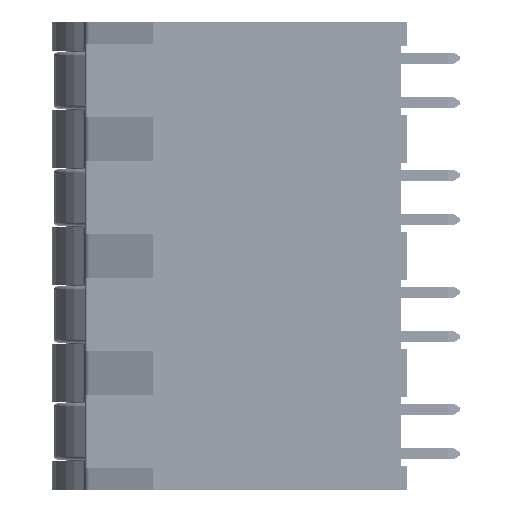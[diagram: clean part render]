
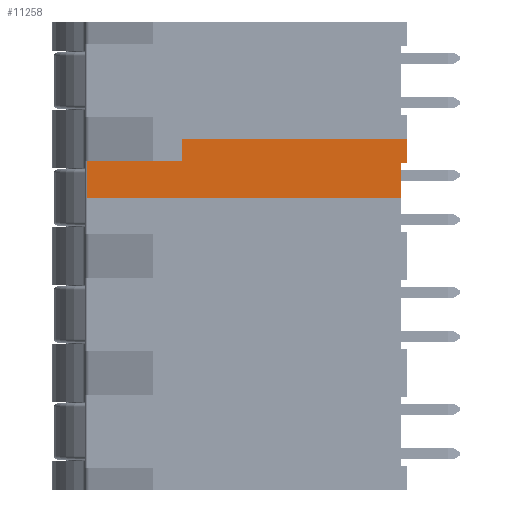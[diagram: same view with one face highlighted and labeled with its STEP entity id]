
A CAD part, left-side view. The second image highlights one B-rep face of the part: STEP entity #11258.
In plain terms, the highlighted planar face has unit normal (-1, 0, 0).
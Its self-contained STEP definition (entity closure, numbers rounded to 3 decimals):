
#475=DIRECTION('',(0.,-1.,0.));
#476=VECTOR('',#475,19.2);
#477=CARTESIAN_POINT('',(5.,19.2,-30.));
#478=LINE('',#477,#476);
#2271=DIRECTION('',(0.,0.,1.));
#2272=VECTOR('',#2271,2.975);
#2273=CARTESIAN_POINT('',(5.,0.5,-35.));
#2274=LINE('',#2273,#2272);
#2299=DIRECTION('',(0.,0.,-1.));
#2300=VECTOR('',#2299,3.1);
#2301=CARTESIAN_POINT('',(5.,27.3,-31.9));
#2302=LINE('',#2301,#2300);
#2306=DIRECTION('',(0.,1.,0.));
#2307=VECTOR('',#2306,26.8);
#2308=CARTESIAN_POINT('',(5.,0.5,-35.));
#2309=LINE('',#2308,#2307);
#2334=DIRECTION('',(0.,1.,0.));
#2335=VECTOR('',#2334,8.1);
#2336=CARTESIAN_POINT('',(5.,19.2,-31.9));
#2337=LINE('',#2336,#2335);
#2399=DIRECTION('',(0.,0.,1.));
#2400=VECTOR('',#2399,1.9);
#2401=CARTESIAN_POINT('',(5.,19.2,-31.9));
#2402=LINE('',#2401,#2400);
#2413=DIRECTION('',(0.,0.,-1.));
#2414=VECTOR('',#2413,2.025);
#2415=CARTESIAN_POINT('',(5.,0.,-30.));
#2416=LINE('',#2415,#2414);
#2733=DIRECTION('',(0.,-1.,0.));
#2734=VECTOR('',#2733,0.5);
#2735=CARTESIAN_POINT('',(5.,0.5,-32.025));
#2736=LINE('',#2735,#2734);
#8638=CARTESIAN_POINT('',(5.,19.2,-30.));
#8639=CARTESIAN_POINT('',(5.,0.,-30.));
#8640=VERTEX_POINT('',#8638);
#8641=VERTEX_POINT('',#8639);
#8642=CARTESIAN_POINT('',(5.,19.2,-31.9));
#8643=VERTEX_POINT('',#8642);
#8644=CARTESIAN_POINT('',(5.,0.,-32.025));
#8645=VERTEX_POINT('',#8644);
#8646=CARTESIAN_POINT('',(5.,0.5,-32.025));
#8647=VERTEX_POINT('',#8646);
#8648=CARTESIAN_POINT('',(5.,0.5,-35.));
#8649=VERTEX_POINT('',#8648);
#8791=CARTESIAN_POINT('',(5.,27.3,-35.));
#8793=VERTEX_POINT('',#8791);
#8797=CARTESIAN_POINT('',(5.,27.3,-31.9));
#8798=VERTEX_POINT('',#8797);
#11239=CARTESIAN_POINT('',(5.,37.,27.));
#11240=DIRECTION('',(1.,0.,0.));
#11241=DIRECTION('',(0.,-1.,0.));
#11242=AXIS2_PLACEMENT_3D('',#11239,#11240,#11241);
#11243=PLANE('',#11242);
#11244=ORIENTED_EDGE('',*,*,#10657,.F.);
#11246=ORIENTED_EDGE('',*,*,#11245,.F.);
#11248=ORIENTED_EDGE('',*,*,#11247,.T.);
#11249=ORIENTED_EDGE('',*,*,#8950,.T.);
#11251=ORIENTED_EDGE('',*,*,#11250,.T.);
#11253=ORIENTED_EDGE('',*,*,#11252,.F.);
#11254=ORIENTED_EDGE('',*,*,#11221,.F.);
#11255=ORIENTED_EDGE('',*,*,#10151,.T.);
#11256=EDGE_LOOP('',(#11244,#11246,#11248,#11249,#11251,#11253,#11254,#11255));
#11257=FACE_OUTER_BOUND('',#11256,.F.);
#11258=ADVANCED_FACE('',(#11257),#11243,.F.);
#8950=EDGE_CURVE('',#8640,#8641,#478,.T.);
#10151=EDGE_CURVE('',#8649,#8793,#2309,.T.);
#10657=EDGE_CURVE('',#8798,#8793,#2302,.T.);
#11221=EDGE_CURVE('',#8649,#8647,#2274,.T.);
#11245=EDGE_CURVE('',#8643,#8798,#2337,.T.);
#11247=EDGE_CURVE('',#8643,#8640,#2402,.T.);
#11250=EDGE_CURVE('',#8641,#8645,#2416,.T.);
#11252=EDGE_CURVE('',#8647,#8645,#2736,.T.);
